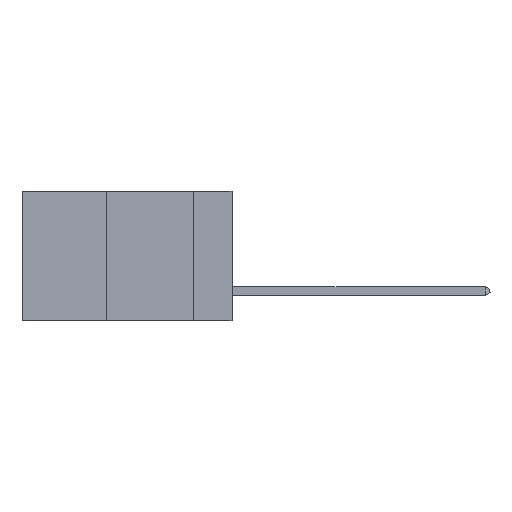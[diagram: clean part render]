
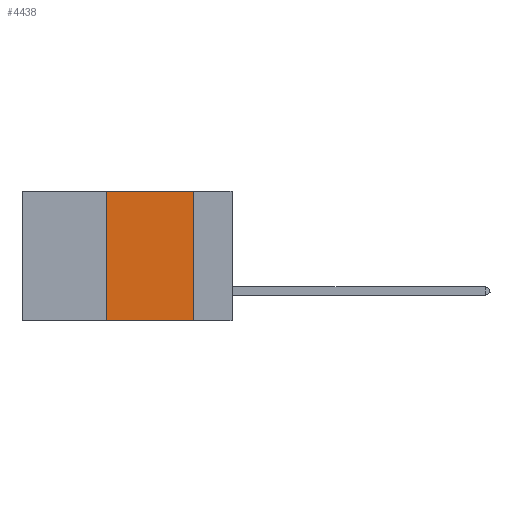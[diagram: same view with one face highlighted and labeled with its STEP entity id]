
A CAD part, left-side view. The second image highlights one B-rep face of the part: STEP entity #4438.
In plain terms, the highlighted planar face has unit normal (-1, 0, 0).
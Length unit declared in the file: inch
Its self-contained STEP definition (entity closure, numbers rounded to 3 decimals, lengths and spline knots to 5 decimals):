
#352 = CARTESIAN_POINT ( 'NONE',  ( 0., 0.11, 0. ) ) ;
#487 = VECTOR ( 'NONE', #1080, 39.37008 ) ;
#1080 = DIRECTION ( 'NONE',  ( 0., -1., 0. ) ) ;
#2312 = ORIENTED_EDGE ( 'NONE', *, *, #5375, .F. ) ;
#2387 = CARTESIAN_POINT ( 'NONE',  ( 0., 0.36, -0.37 ) ) ;
#2648 = EDGE_LOOP ( 'NONE', ( #2312, #21254, #16224, #23452 ) ) ;
#2966 = EDGE_CURVE ( 'NONE', #22391, #18828, #10129, .T. ) ;
#3444 = VERTEX_POINT ( 'NONE', #15394 ) ;
#4303 = PLANE ( 'NONE',  #9433 ) ;
#4438 = ADVANCED_FACE ( 'NONE', ( #7233 ), #4303, .F. ) ;
#5375 = EDGE_CURVE ( 'NONE', #8568, #3444, #19111, .T. ) ;
#5605 = LINE ( 'NONE', #19277, #487 ) ;
#5897 = DIRECTION ( 'NONE',  ( 1., 0., 0. ) ) ;
#6292 = CARTESIAN_POINT ( 'NONE',  ( 0., 0.36, 0. ) ) ;
#6915 = VECTOR ( 'NONE', #16836, 39.37008 ) ;
#7128 = VECTOR ( 'NONE', #21767, 39.37008 ) ;
#7233 = FACE_OUTER_BOUND ( 'NONE', #2648, .T. ) ;
#8568 = VERTEX_POINT ( 'NONE', #352 ) ;
#9433 = AXIS2_PLACEMENT_3D ( 'NONE', #17025, #5897, #16869 ) ;
#10129 = LINE ( 'NONE', #6292, #21242 ) ;
#10143 = CARTESIAN_POINT ( 'NONE',  ( 0., 0.11, 0. ) ) ;
#12179 = LINE ( 'NONE', #12598, #7128 ) ;
#12598 = CARTESIAN_POINT ( 'NONE',  ( 0., 0.6, -0.37 ) ) ;
#14639 = DIRECTION ( 'NONE',  ( 0., 0., 1. ) ) ;
#15394 = CARTESIAN_POINT ( 'NONE',  ( 0., 0.11, -0.37 ) ) ;
#15683 = CARTESIAN_POINT ( 'NONE',  ( 0., 0.36, 0. ) ) ;
#16224 = ORIENTED_EDGE ( 'NONE', *, *, #2966, .F. ) ;
#16836 = DIRECTION ( 'NONE',  ( 0., 0., -1. ) ) ;
#16869 = DIRECTION ( 'NONE',  ( 0., 0., -1. ) ) ;
#17025 = CARTESIAN_POINT ( 'NONE',  ( 0., 0.6, 0. ) ) ;
#17267 = EDGE_CURVE ( 'NONE', #22391, #3444, #12179, .T. ) ;
#18606 = EDGE_CURVE ( 'NONE', #18828, #8568, #5605, .T. ) ;
#18828 = VERTEX_POINT ( 'NONE', #15683 ) ;
#19111 = LINE ( 'NONE', #10143, #6915 ) ;
#19277 = CARTESIAN_POINT ( 'NONE',  ( 0., 0.6, 0. ) ) ;
#21242 = VECTOR ( 'NONE', #14639, 39.37008 ) ;
#21254 = ORIENTED_EDGE ( 'NONE', *, *, #18606, .F. ) ;
#21767 = DIRECTION ( 'NONE',  ( 0., -1., 0. ) ) ;
#22391 = VERTEX_POINT ( 'NONE', #2387 ) ;
#23452 = ORIENTED_EDGE ( 'NONE', *, *, #17267, .T. ) ;
